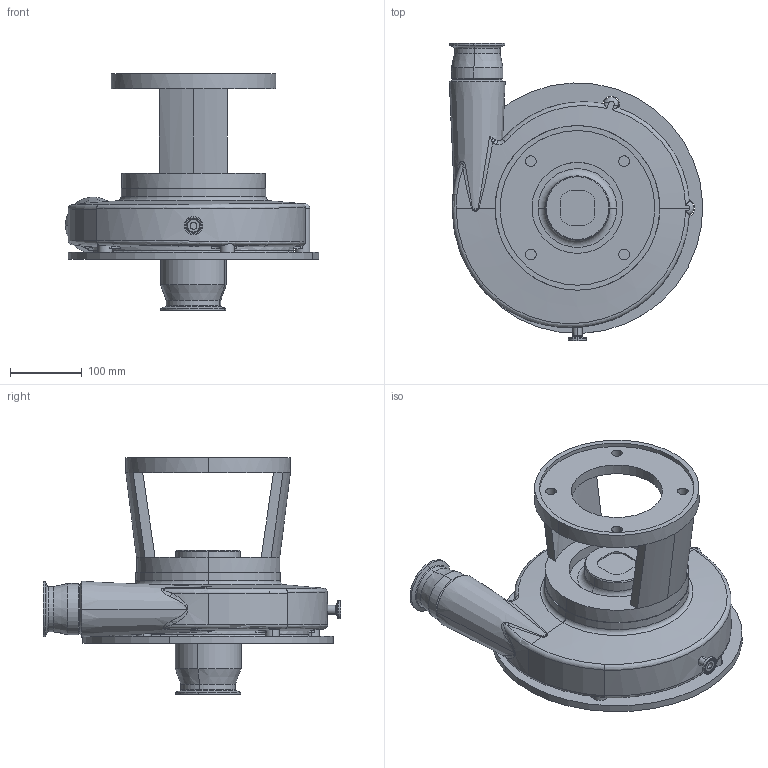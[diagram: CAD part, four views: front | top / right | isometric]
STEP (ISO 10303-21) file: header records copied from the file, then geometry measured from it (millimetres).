
FILE_DESCRIPTION (( 'STEP AP214' ), '1' );
FILE_NAME ('FPR 3551-3552 180-250TC VERT 1-2 IN STR DRAIN.STEP', '2022-12-28T19:59:19', ( '' ), ( '' ), 'SwSTEP 2.0', 'SolidWorks 2021', '' );
FILE_SCHEMA (( 'AUTOMOTIVE_DESIGN' ));
Length unit declared in the file: millimetre
Products named in the file (1): FPR 3551-3552 180-250TC VERT 1-2 IN STR DRAIN
Bounding box: 353.89 x 415 x 330.5 mm (x, y, z)
Volume: 7094525.8 mm3; surface area: 731662.8 mm2
Topology: 1 solids, 6 shells, 388 faces, 933 edges, 563 vertices
Faces by surface type: cylinder 152, plane 70, cone 66, torus 60, bspline 34, sphere 6
Entity records: 15764 total; most frequent: CARTESIAN_POINT 6895, DIRECTION 1899, ORIENTED_EDGE 1828, EDGE_CURVE 914, AXIS2_PLACEMENT_3D 817, VERTEX_POINT 563, CIRCLE 462, EDGE_LOOP 439
